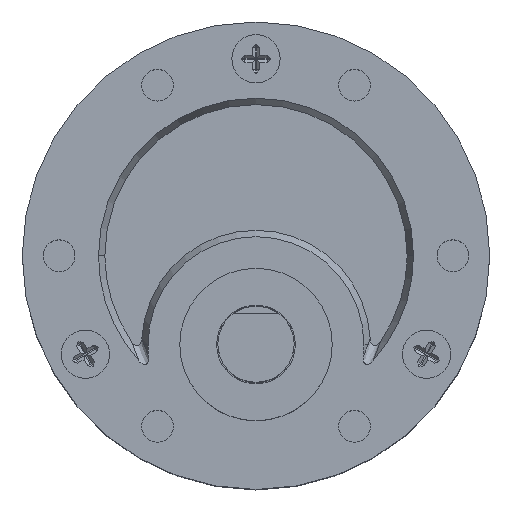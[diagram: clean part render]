
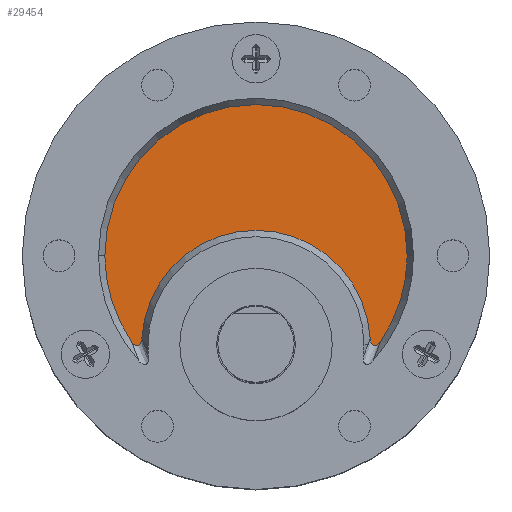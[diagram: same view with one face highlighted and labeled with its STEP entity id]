
A CAD part, top view. The second image highlights one B-rep face of the part: STEP entity #29454.
In plain terms, the highlighted planar face has unit normal (0, 0, 1).
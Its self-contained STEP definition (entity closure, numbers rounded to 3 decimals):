
#108 = VERTEX_POINT ( 'NONE', #4247 ) ;
#549 = CIRCLE ( 'NONE', #28478, 11.9 ) ;
#891 = CARTESIAN_POINT ( 'NONE',  ( 10.747, -7.005, 18.925 ) ) ;
#981 = CARTESIAN_POINT ( 'NONE',  ( 10.932, -6.626, 18.925 ) ) ;
#1789 = CARTESIAN_POINT ( 'NONE',  ( 19.925, 0., 18.925 ) ) ;
#2287 = EDGE_CURVE ( 'NONE', #31415, #15663, #10137, .T. ) ;
#2946 = ORIENTED_EDGE ( 'NONE', *, *, #22408, .T. ) ;
#3518 = DIRECTION ( 'NONE',  ( 1., 0., 0. ) ) ;
#3861 = AXIS2_PLACEMENT_3D ( 'NONE', #4788, #7228, #22118 ) ;
#4056 = PLANE ( 'NONE',  #8558 ) ;
#4218 = CARTESIAN_POINT ( 'NONE',  ( 28.999, -6.878, 18.925 ) ) ;
#4247 = CARTESIAN_POINT ( 'NONE',  ( 29.727, -6.748, 18.925 ) ) ;
#4422 = CARTESIAN_POINT ( 'NONE',  ( 29.101, -7.004, 18.925 ) ) ;
#4788 = CARTESIAN_POINT ( 'NONE',  ( 19.925, -7., 18.925 ) ) ;
#4875 = ORIENTED_EDGE ( 'NONE', *, *, #15972, .T. ) ;
#5019 = CARTESIAN_POINT ( 'NONE',  ( 28.912, -6.518, 18.925 ) ) ;
#5175 = CARTESIAN_POINT ( 'NONE',  ( 8.025, 0., 18.925 ) ) ;
#5815 = CARTESIAN_POINT ( 'NONE',  ( 10.7, -7.036, 18.925 ) ) ;
#5842 = AXIS2_PLACEMENT_3D ( 'NONE', #15453, #10753, #3518 ) ;
#6191 = EDGE_CURVE ( 'NONE', #23066, #31415, #549, .T. ) ;
#6287 = DIRECTION ( 'NONE',  ( 0., 0., 1. ) ) ;
#6352 = ORIENTED_EDGE ( 'NONE', *, *, #23765, .T. ) ;
#7228 = DIRECTION ( 'NONE',  ( 0., 0., -1. ) ) ;
#8510 = CARTESIAN_POINT ( 'NONE',  ( 10.123, -6.748, 18.925 ) ) ;
#8558 = AXIS2_PLACEMENT_3D ( 'NONE', #1789, #6287, #11177 ) ;
#8714 = CIRCLE ( 'NONE', #3861, 9. ) ;
#10071 = CARTESIAN_POINT ( 'NONE',  ( 19.925, 0., 18.925 ) ) ;
#10137 = CIRCLE ( 'NONE', #5842, 11.9 ) ;
#10283 = CARTESIAN_POINT ( 'NONE',  ( 10.938, -6.518, 18.925 ) ) ;
#10587 = CARTESIAN_POINT ( 'NONE',  ( 10.54, -7.06, 18.925 ) ) ;
#10695 = CARTESIAN_POINT ( 'NONE',  ( 10.184, -6.836, 18.925 ) ) ;
#10753 = DIRECTION ( 'NONE',  ( 0., 0., 1. ) ) ;
#11177 = DIRECTION ( 'NONE',  ( 1., 0., 0. ) ) ;
#11648 = CARTESIAN_POINT ( 'NONE',  ( 29.147, -7.034, 18.925 ) ) ;
#13039 = CARTESIAN_POINT ( 'NONE',  ( 10.85, -6.881, 18.925 ) ) ;
#13143 = CARTESIAN_POINT ( 'NONE',  ( 10.437, -7.032, 18.925 ) ) ;
#13286 = EDGE_CURVE ( 'NONE', #22350, #26815, #8714, .T. ) ;
#13915 = CARTESIAN_POINT ( 'NONE',  ( 29.307, -7.061, 18.925 ) ) ;
#13916 = ORIENTED_EDGE ( 'NONE', *, *, #13286, .T. ) ;
#14120 = CARTESIAN_POINT ( 'NONE',  ( 29.411, -7.033, 18.925 ) ) ;
#14560 = DIRECTION ( 'NONE',  ( 1., 0., 0. ) ) ;
#15393 = DIRECTION ( 'NONE',  ( 1., 0., 0. ) ) ;
#15453 = CARTESIAN_POINT ( 'NONE',  ( 19.925, 0., 18.925 ) ) ;
#15599 = CARTESIAN_POINT ( 'NONE',  ( 10.596, -7.063, 18.925 ) ) ;
#15602 = DIRECTION ( 'NONE',  ( 0., 0., 1. ) ) ;
#15663 = VERTEX_POINT ( 'NONE', #8510 ) ;
#15972 = EDGE_CURVE ( 'NONE', #26815, #108, #25146, .T. ) ;
#16026 = ORIENTED_EDGE ( 'NONE', *, *, #6191, .T. ) ;
#16207 = B_SPLINE_CURVE_WITH_KNOTS ( 'NONE', 3,
 ( #17718, #10695, #20349, #25118, #13143, #10587, #15599, #5815, #891, #19940, #13039, #22380, #981, #10283 ),
 .UNSPECIFIED., .F., .F.,
 ( 4, 2, 2, 2, 2, 2, 4 ),
 ( 0., 0., 0., 0.001, 0.001, 0.001, 0.001 ),
 .UNSPECIFIED. ) ;
#17718 = CARTESIAN_POINT ( 'NONE',  ( 10.123, -6.748, 18.925 ) ) ;
#18518 = ORIENTED_EDGE ( 'NONE', *, *, #2287, .T. ) ;
#18968 = CARTESIAN_POINT ( 'NONE',  ( 29.727, -6.748, 18.925 ) ) ;
#19940 = CARTESIAN_POINT ( 'NONE',  ( 10.821, -6.928, 18.925 ) ) ;
#20349 = CARTESIAN_POINT ( 'NONE',  ( 10.254, -6.915, 18.925 ) ) ;
#21278 = AXIS2_PLACEMENT_3D ( 'NONE', #25120, #15602, #15393 ) ;
#21316 = CARTESIAN_POINT ( 'NONE',  ( 29.593, -6.918, 18.925 ) ) ;
#21420 = CARTESIAN_POINT ( 'NONE',  ( 29.46, -7.008, 18.925 ) ) ;
#22118 = DIRECTION ( 'NONE',  ( 1., 0., 0. ) ) ;
#22350 = VERTEX_POINT ( 'NONE', #29919 ) ;
#22380 = CARTESIAN_POINT ( 'NONE',  ( 10.914, -6.734, 18.925 ) ) ;
#22408 = EDGE_CURVE ( 'NONE', #15663, #22350, #16207, .T. ) ;
#22494 = CIRCLE ( 'NONE', #21278, 11.9 ) ;
#23066 = VERTEX_POINT ( 'NONE', #29879 ) ;
#23658 = CARTESIAN_POINT ( 'NONE',  ( 28.918, -6.625, 18.925 ) ) ;
#23753 = CARTESIAN_POINT ( 'NONE',  ( 28.912, -6.518, 18.925 ) ) ;
#23765 = EDGE_CURVE ( 'NONE', #108, #23066, #22494, .T. ) ;
#25118 = CARTESIAN_POINT ( 'NONE',  ( 10.388, -7.007, 18.925 ) ) ;
#25120 = CARTESIAN_POINT ( 'NONE',  ( 19.925, 0., 18.925 ) ) ;
#25146 = B_SPLINE_CURVE_WITH_KNOTS ( 'NONE', 3,
 ( #23753, #23658, #28442, #4218, #31094, #4422, #11648, #30882, #13915, #14120, #21420, #21316, #26095, #18968 ),
 .UNSPECIFIED., .F., .F.,
 ( 4, 2, 2, 2, 2, 2, 4 ),
 ( 0., 0., 0., 0.001, 0.001, 0.001, 0.001 ),
 .UNSPECIFIED. ) ;
#26095 = CARTESIAN_POINT ( 'NONE',  ( 29.666, -6.836, 18.925 ) ) ;
#26727 = DIRECTION ( 'NONE',  ( 0., 0., 1. ) ) ;
#26815 = VERTEX_POINT ( 'NONE', #5019 ) ;
#27258 = FACE_OUTER_BOUND ( 'NONE', #31460, .T. ) ;
#28442 = CARTESIAN_POINT ( 'NONE',  ( 28.935, -6.73, 18.925 ) ) ;
#28478 = AXIS2_PLACEMENT_3D ( 'NONE', #10071, #26727, #14560 ) ;
#29454 = ADVANCED_FACE ( 'NONE', ( #27258 ), #4056, .T. ) ;
#29879 = CARTESIAN_POINT ( 'NONE',  ( 31.825, 0., 18.925 ) ) ;
#29919 = CARTESIAN_POINT ( 'NONE',  ( 10.938, -6.518, 18.925 ) ) ;
#30882 = CARTESIAN_POINT ( 'NONE',  ( 29.251, -7.063, 18.925 ) ) ;
#31094 = CARTESIAN_POINT ( 'NONE',  ( 29.027, -6.925, 18.925 ) ) ;
#31415 = VERTEX_POINT ( 'NONE', #5175 ) ;
#31460 = EDGE_LOOP ( 'NONE', ( #13916, #4875, #6352, #16026, #18518, #2946 ) ) ;
